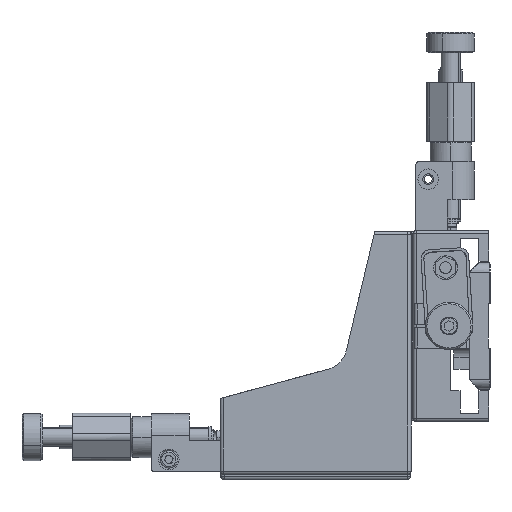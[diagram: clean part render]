
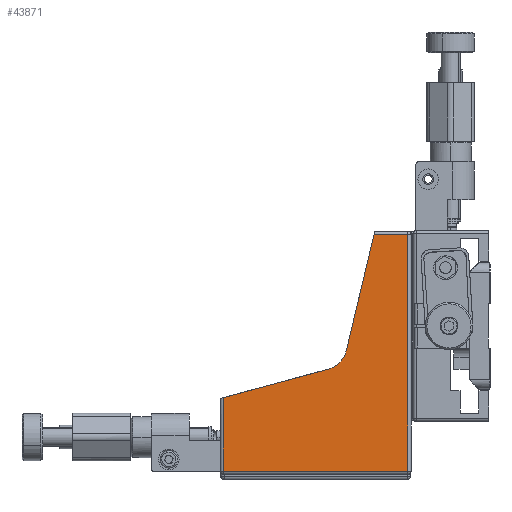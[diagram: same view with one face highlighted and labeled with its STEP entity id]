
A CAD part, left-side view. The second image highlights one B-rep face of the part: STEP entity #43871.
In plain terms, the highlighted planar face has unit normal (-1, 0, 0).
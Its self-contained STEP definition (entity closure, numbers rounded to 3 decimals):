
#1307 = VERTEX_POINT ( 'NONE', #7379 ) ;
#1941 = ORIENTED_EDGE ( 'NONE', *, *, #34286, .T. ) ;
#3430 = DIRECTION ( 'NONE',  ( 0., -0.232, 0.973 ) ) ;
#4888 = CARTESIAN_POINT ( 'NONE',  ( -30.25, 53.29, -5.96 ) ) ;
#5602 = EDGE_CURVE ( 'NONE', #18770, #20946, #14531, .T. ) ;
#6864 = LINE ( 'NONE', #14715, #33317 ) ;
#7031 = ORIENTED_EDGE ( 'NONE', *, *, #19937, .F. ) ;
#7379 = CARTESIAN_POINT ( 'NONE',  ( -30.25, 51.193, -13.68 ) ) ;
#7502 = CARTESIAN_POINT ( 'NONE',  ( -30.25, 84.5, -46. ) ) ;
#8102 = PLANE ( 'NONE',  #39758 ) ;
#8482 = ORIENTED_EDGE ( 'NONE', *, *, #16142, .F. ) ;
#9613 = CARTESIAN_POINT ( 'NONE',  ( -30.25, 26., 29. ) ) ;
#10300 = CIRCLE ( 'NONE', #13269, 8. ) ;
#10763 = LINE ( 'NONE', #42530, #29502 ) ;
#11299 = CARTESIAN_POINT ( 'NONE',  ( -30.25, 84.5, -22.728 ) ) ;
#12997 = VECTOR ( 'NONE', #35384, 1000. ) ;
#13269 = AXIS2_PLACEMENT_3D ( 'NONE', #33078, #35629, #18019 ) ;
#13885 = VERTEX_POINT ( 'NONE', #11299 ) ;
#14531 = LINE ( 'NONE', #14757, #14644 ) ;
#14644 = VECTOR ( 'NONE', #25199, 1000. ) ;
#14715 = CARTESIAN_POINT ( 'NONE',  ( -30.25, 36.5, 30. ) ) ;
#14757 = CARTESIAN_POINT ( 'NONE',  ( -30.25, 26., 29. ) ) ;
#14805 = DIRECTION ( 'NONE',  ( 0., 0., -1. ) ) ;
#15715 = FACE_OUTER_BOUND ( 'NONE', #17573, .T. ) ;
#16056 = ORIENTED_EDGE ( 'NONE', *, *, #16438, .F. ) ;
#16142 = EDGE_CURVE ( 'NONE', #13885, #1307, #39637, .T. ) ;
#16438 = EDGE_CURVE ( 'NONE', #1307, #42952, #10300, .T. ) ;
#17573 = EDGE_LOOP ( 'NONE', ( #24483, #19301, #7031, #16056, #8482, #30188, #1941 ) ) ;
#18019 = DIRECTION ( 'NONE',  ( 0., 0., -1. ) ) ;
#18770 = VERTEX_POINT ( 'NONE', #44006 ) ;
#19301 = ORIENTED_EDGE ( 'NONE', *, *, #41292, .T. ) ;
#19937 = EDGE_CURVE ( 'NONE', #42952, #30729, #6864, .T. ) ;
#20946 = VERTEX_POINT ( 'NONE', #9613 ) ;
#20963 = DIRECTION ( 'NONE',  ( 0., 0., -1. ) ) ;
#21492 = CARTESIAN_POINT ( 'NONE',  ( -30.25, 36.5, 29. ) ) ;
#22016 = CARTESIAN_POINT ( 'NONE',  ( -30.25, 85.5, -23. ) ) ;
#22216 = DIRECTION ( 'NONE',  ( 1., 0., 0. ) ) ;
#22561 = EDGE_CURVE ( 'NONE', #13885, #26119, #10763, .T. ) ;
#23916 = DIRECTION ( 'NONE',  ( 0., -1., 0. ) ) ;
#24483 = ORIENTED_EDGE ( 'NONE', *, *, #5602, .T. ) ;
#25199 = DIRECTION ( 'NONE',  ( 0., 0., 1. ) ) ;
#26119 = VERTEX_POINT ( 'NONE', #7502 ) ;
#26595 = VECTOR ( 'NONE', #36149, 1000. ) ;
#26692 = CARTESIAN_POINT ( 'NONE',  ( -30.25, 45.508, -7.814 ) ) ;
#29502 = VECTOR ( 'NONE', #20963, 1000. ) ;
#30188 = ORIENTED_EDGE ( 'NONE', *, *, #22561, .T. ) ;
#30729 = VERTEX_POINT ( 'NONE', #32443 ) ;
#31100 = CARTESIAN_POINT ( 'NONE',  ( -30.25, 26., -46. ) ) ;
#31557 = LINE ( 'NONE', #31100, #42144 ) ;
#32443 = CARTESIAN_POINT ( 'NONE',  ( -30.25, 36.738, 29. ) ) ;
#33078 = CARTESIAN_POINT ( 'NONE',  ( -30.25, 53.29, -5.96 ) ) ;
#33317 = VECTOR ( 'NONE', #3430, 1000. ) ;
#34286 = EDGE_CURVE ( 'NONE', #26119, #18770, #31557, .T. ) ;
#35384 = DIRECTION ( 'NONE',  ( 0., 1., 0. ) ) ;
#35629 = DIRECTION ( 'NONE',  ( -1., 0., 0. ) ) ;
#36149 = DIRECTION ( 'NONE',  ( 0., -0.965, 0.262 ) ) ;
#39637 = LINE ( 'NONE', #22016, #26595 ) ;
#39758 = AXIS2_PLACEMENT_3D ( 'NONE', #4888, #22216, #14805 ) ;
#41292 = EDGE_CURVE ( 'NONE', #20946, #30729, #41917, .T. ) ;
#41917 = LINE ( 'NONE', #21492, #12997 ) ;
#42144 = VECTOR ( 'NONE', #23916, 1000. ) ;
#42530 = CARTESIAN_POINT ( 'NONE',  ( -30.25, 84.5, -46. ) ) ;
#42952 = VERTEX_POINT ( 'NONE', #26692 ) ;
#43871 = ADVANCED_FACE ( 'NONE', ( #15715 ), #8102, .F. ) ;
#44006 = CARTESIAN_POINT ( 'NONE',  ( -30.25, 26., -46. ) ) ;
